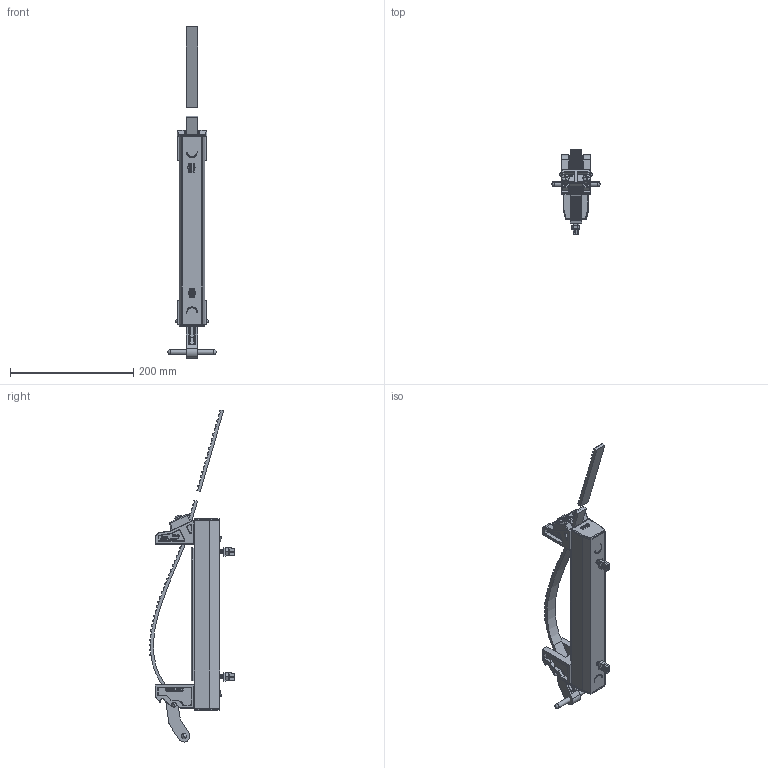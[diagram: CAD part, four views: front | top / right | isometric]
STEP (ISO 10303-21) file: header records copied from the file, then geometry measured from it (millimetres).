
FILE_DESCRIPTION (( 'STEP AP203' ), '1' );
FILE_NAME ('K5006HD.STEP', '2020-02-27T21:17:07', ( 'admin' ), ( 'Hewlett-Packard Company' ), 'SwSTEP 2.0', 'SolidWorks 2019', '' );
FILE_SCHEMA (( 'CONFIG_CONTROL_DESIGN' ));
Length unit declared in the file: inch
Products named in the file (17): 2049; 1006-903.RA; 2008 - IN USE_black; 7016; 2005 RB; 1006-3-  ; 7029_8; 1006-904.RA_PAC STRUT; 2020-12; 2020EC; K5006HD; 3017_HFBOLT 0.25-20x1.25x0.75-C; 2018; 2069LN_MSHXNUT 0.250-20-S-N; 2004-1; 2035n_8; 2003UP
Assembly tree (26 placements, depth 3):
  K5006HD
    2008 - IN USE_black
    1006-3-  
    2020-12
    2035n_8
      3017_HFBOLT 0.25-20x1.25x0.75-C  x2
      2069LN_MSHXNUT 0.250-20-S-N  x2
    7029_8
      2049  x2
      7016  x2
    2020EC  x2
    1006-903.RA
      3017_HFBOLT 0.25-20x1.25x0.75-C  x3
      2018
      2004-1
      2003UP
    1006-904.RA_PAC STRUT
      2005 RB
      3017_HFBOLT 0.25-20x1.25x0.75-C
      2018
Bounding box: 78.89 x 138.26 x 539.62 mm (x, y, z)
Volume: 394781.3 mm3; surface area: 221747.7 mm2
Topology: 28 solids, 28 shells, 3479 faces, 8962 edges, 5636 vertices
Faces by surface type: plane 1225, cylinder 825, cone 696, bspline 527, torus 180, sphere 26
Entity records: 98157 total; most frequent: CARTESIAN_POINT 42806, ORIENTED_EDGE 11776, DIRECTION 9972, EDGE_CURVE 5888, VERTEX_POINT 3747, VECTOR 3420, LINE 3420, AXIS2_PLACEMENT_3D 3276
